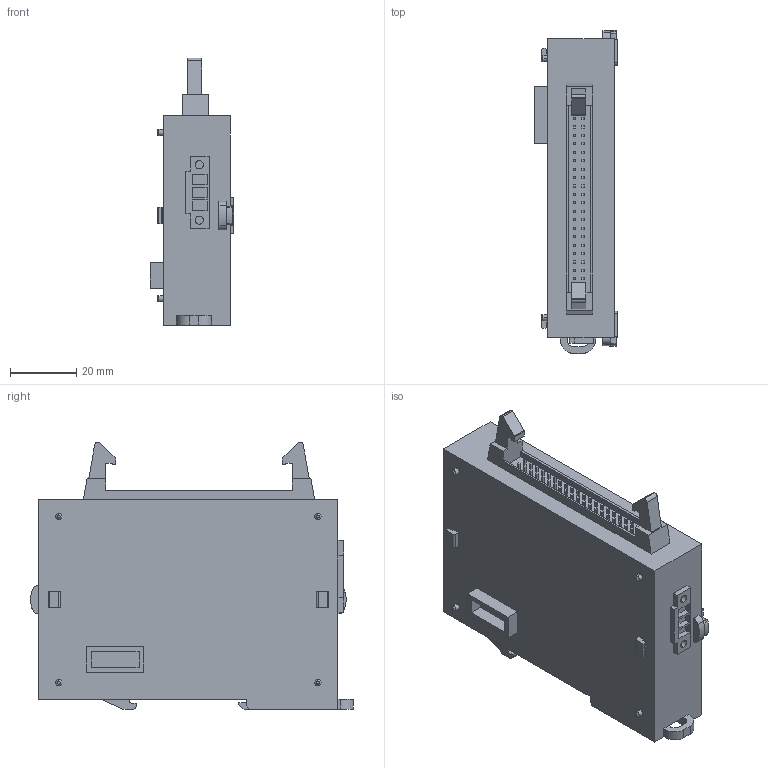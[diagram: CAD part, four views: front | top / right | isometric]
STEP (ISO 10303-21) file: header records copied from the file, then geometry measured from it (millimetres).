
FILE_DESCRIPTION (( 'STEP AP214' ), '1' );
FILE_NAME ('PLC-S-EXD-3200_ÏËÊ S. 32DI ñåðèè ONI.STEP', '2019-02-25T09:09:38', ( '' ), ( '' ), 'SwSTEP 2.0', 'SolidWorks 2014', '' );
FILE_SCHEMA (( 'AUTOMOTIVE_DESIGN' ));
Length unit declared in the file: millimetre
Products named in the file (2): PLC-S-EXD-3200_ÏËÊ S. 32DI ñåðèè ONI
Bounding box: 25 x 97.14 x 80.6 mm (x, y, z)
Volume: 110910.1 mm3; surface area: 20142 mm2
Topology: 1 solids, 1 shells, 465 faces, 1185 edges, 786 vertices
Faces by surface type: plane 393, cylinder 64, bspline 8
Entity records: 19123 total; most frequent: CARTESIAN_POINT 2588, ORIENTED_EDGE 2370, DIRECTION 2235, EDGE_CURVE 1185, LINE 1033, VECTOR 1033, VERTEX_POINT 786, AXIS2_PLACEMENT_3D 601
